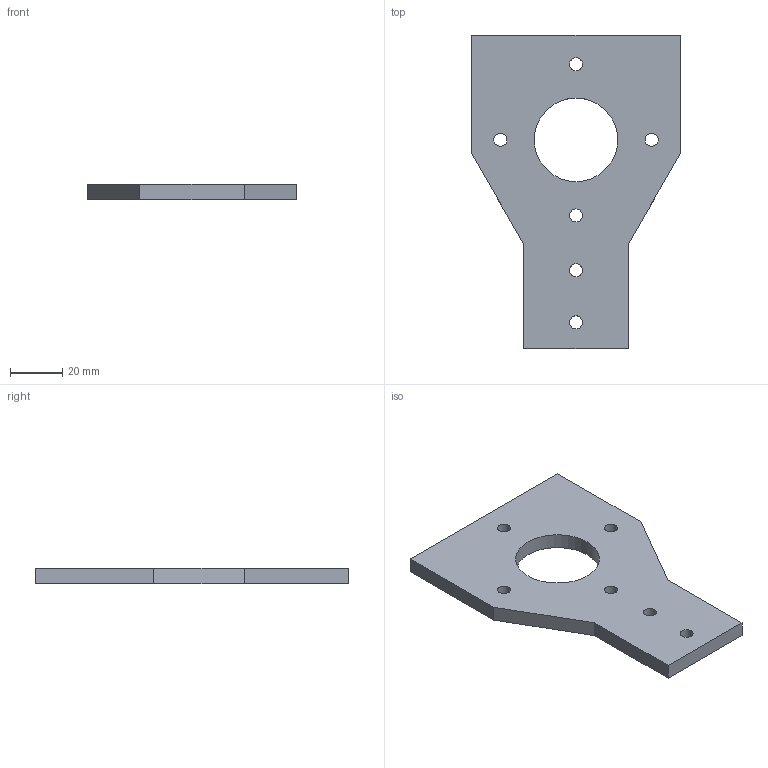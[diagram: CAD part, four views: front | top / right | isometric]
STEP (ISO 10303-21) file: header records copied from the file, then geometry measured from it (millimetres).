
FILE_DESCRIPTION(/* description */ ('STEP AP214'),/* implementation_level */ '2;1');
FILE_NAME(/* name */ '619baa1e9c982163520750f6',/* time_stamp */ '2021-11-22T14:33:03+00:00',/* author */ (''),/* organization */ (''),/* preprocessor_version */ 'ST-DEVELOPER v18.1',/* originating_system */ ' ',/* authorisation */ ' ');
FILE_SCHEMA (('AUTOMOTIVE_DESIGN {1 0 10303 214 3 1 1}'));
Length unit declared in the file: metre
Products named in the file (1): Bras0
Bounding box: 80 x 120 x 6 mm (x, y, z)
Volume: 38310.7 mm3; surface area: 16163.2 mm2
Topology: 1 solids, 1 shells, 17 faces, 45 edges, 30 vertices
Faces by surface type: plane 10, cylinder 7
Full cylindrical faces by diameter (mm): 5 x6, 32 x1
Entity records: 556 total; most frequent: DIRECTION 88, CARTESIAN_POINT 86, ORIENTED_EDGE 76, EDGE_CURVE 38, EDGE_LOOP 38, FACE_BOUND 38, AXIS2_PLACEMENT_3D 32, VERTEX_POINT 30
